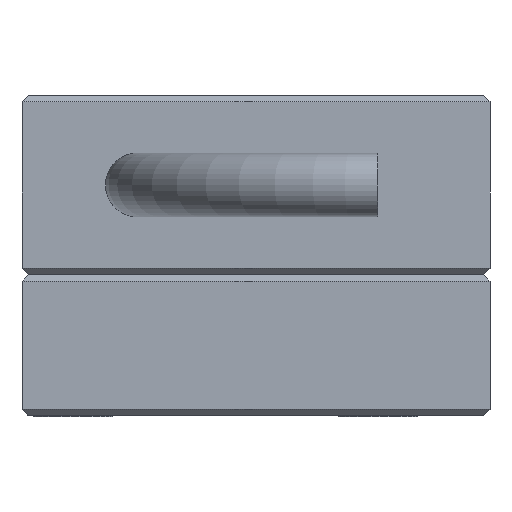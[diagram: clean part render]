
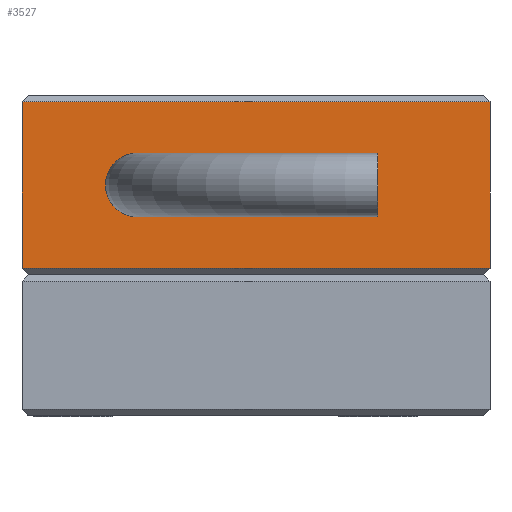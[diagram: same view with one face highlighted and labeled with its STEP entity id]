
A CAD part, front view. The second image highlights one B-rep face of the part: STEP entity #3527.
In plain terms, the highlighted planar face has unit normal (0, -1, 0).
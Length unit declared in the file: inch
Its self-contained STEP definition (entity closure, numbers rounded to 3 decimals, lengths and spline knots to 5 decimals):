
#555=CARTESIAN_POINT('',(-0.13525,-0.365,0.25));
#556=VERTEX_POINT('',#555);
#557=CARTESIAN_POINT('',(-0.23475,-0.365,0.25));
#558=VERTEX_POINT('',#557);
#559=CARTESIAN_POINT('',(-0.185,-0.365,0.25));
#560=DIRECTION('',(0.0,1.0,0.0));
#561=DIRECTION('',(1.0,0.0,0.0));
#562=AXIS2_PLACEMENT_3D('',#559,#560,#561);
#563=CIRCLE('',#562,0.04975);
#564=EDGE_CURVE('',#556,#558,#563,.T.);
#566=CARTESIAN_POINT('',(-0.185,-0.365,0.29975));
#567=VERTEX_POINT('',#566);
#568=CARTESIAN_POINT('',(-0.185,-0.365,0.25));
#569=DIRECTION('',(0.0,1.0,0.0));
#570=DIRECTION('',(1.0,0.0,0.0));
#571=AXIS2_PLACEMENT_3D('',#568,#569,#570);
#572=CIRCLE('',#571,0.04975);
#573=EDGE_CURVE('',#567,#556,#572,.T.);
#575=CARTESIAN_POINT('',(-0.185,-0.365,0.25));
#576=DIRECTION('',(0.0,1.0,0.0));
#577=DIRECTION('',(1.0,0.0,0.0));
#578=AXIS2_PLACEMENT_3D('',#575,#576,#577);
#579=CIRCLE('',#578,0.04975);
#580=EDGE_CURVE('',#558,#567,#579,.T.);
#3210=CARTESIAN_POINT('',(0.365,-0.365,0.38));
#3211=VERTEX_POINT('',#3210);
#3248=CARTESIAN_POINT('',(-0.365,-0.365,0.38));
#3249=VERTEX_POINT('',#3248);
#3256=CARTESIAN_POINT('',(-0.365,-0.365,0.38));
#3257=DIRECTION('',(1.0,0.0,0.0));
#3258=VECTOR('',#3257,0.73);
#3259=LINE('',#3256,#3258);
#3260=EDGE_CURVE('',#3249,#3211,#3259,.T.);
#3356=CARTESIAN_POINT('',(0.365,-0.365,0.12));
#3357=VERTEX_POINT('',#3356);
#3358=CARTESIAN_POINT('',(0.365,-0.365,0.12));
#3359=DIRECTION('',(0.0,0.0,1.0));
#3360=VECTOR('',#3359,0.26);
#3361=LINE('',#3358,#3360);
#3362=EDGE_CURVE('',#3357,#3211,#3361,.T.);
#3466=CARTESIAN_POINT('',(-0.365,-0.365,0.12));
#3467=VERTEX_POINT('',#3466);
#3496=CARTESIAN_POINT('',(0.365,-0.365,0.12));
#3497=DIRECTION('',(-1.0,0.0,0.0));
#3498=VECTOR('',#3497,0.73);
#3499=LINE('',#3496,#3498);
#3500=EDGE_CURVE('',#3357,#3467,#3499,.T.);
#3506=CARTESIAN_POINT('',(-0.365,-0.365,0.25));
#3507=DIRECTION('',(0.0,-1.0,0.0));
#3508=DIRECTION('',(0.0,0.0,-1.0));
#3509=AXIS2_PLACEMENT_3D('',#3506,#3507,#3508);
#3510=PLANE('',#3509);
#3511=ORIENTED_EDGE('',*,*,#3260,.F.);
#3512=CARTESIAN_POINT('',(-0.365,-0.365,0.12));
#3513=DIRECTION('',(0.0,0.0,1.0));
#3514=VECTOR('',#3513,0.26);
#3515=LINE('',#3512,#3514);
#3516=EDGE_CURVE('',#3467,#3249,#3515,.T.);
#3517=ORIENTED_EDGE('',*,*,#3516,.F.);
#3518=ORIENTED_EDGE('',*,*,#3500,.F.);
#3519=ORIENTED_EDGE('',*,*,#3362,.T.);
#3520=EDGE_LOOP('',(#3511,#3517,#3518,#3519));
#3521=FACE_OUTER_BOUND('',#3520,.T.);
#3522=ORIENTED_EDGE('',*,*,#573,.T.);
#3523=ORIENTED_EDGE('',*,*,#564,.T.);
#3524=ORIENTED_EDGE('',*,*,#580,.T.);
#3525=EDGE_LOOP('',(#3522,#3523,#3524));
#3526=FACE_BOUND('',#3525,.T.);
#3527=ADVANCED_FACE('',(#3521,#3526),#3510,.T.);
